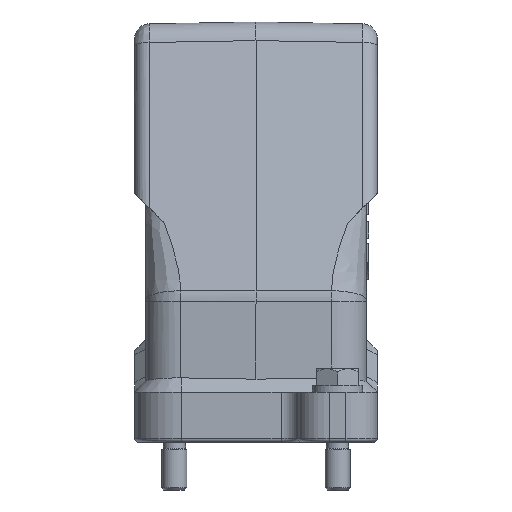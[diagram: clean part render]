
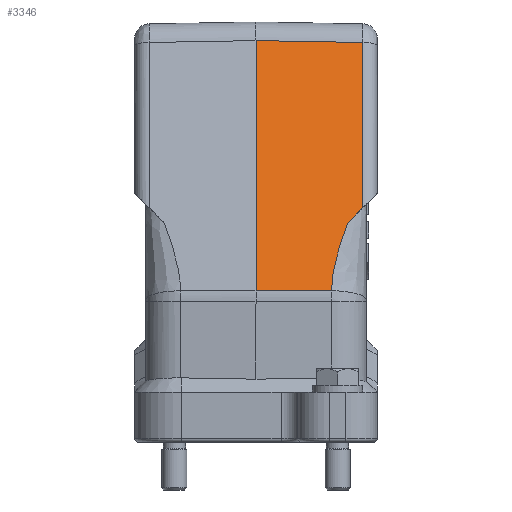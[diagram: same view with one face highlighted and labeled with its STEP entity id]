
A CAD part, left-side view. The second image highlights one B-rep face of the part: STEP entity #3346.
In plain terms, the highlighted planar face has unit normal (-0.966, -0.018, 0.259).
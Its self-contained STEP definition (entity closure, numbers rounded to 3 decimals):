
#2661=(
BOUNDED_CURVE()
B_SPLINE_CURVE(3,(#15488,#15489,#15490,#15491,#15492,#15493,#15494,#15495,
#15496,#15497),.UNSPECIFIED.,.F.,.F.)
B_SPLINE_CURVE_WITH_KNOTS((4,3,3,4),(0.,0.192,0.32,
1.),.UNSPECIFIED.)
CURVE()
GEOMETRIC_REPRESENTATION_ITEM()
RATIONAL_B_SPLINE_CURVE((1.,1.,1.,1.,1.,1.,1.,1.,1.,1.))
REPRESENTATION_ITEM('')
);
#2829=FACE_OUTER_BOUND('',#4097,.T.);
#3346=ADVANCED_FACE('',(#2829),#3716,.T.);
#3716=PLANE('',#10314);
#4097=EDGE_LOOP('',(#5170,#5171,#5172,#5173,#5174,#5175));
#5170=ORIENTED_EDGE('',*,*,#7765,.T.);
#5171=ORIENTED_EDGE('',*,*,#7766,.T.);
#5172=ORIENTED_EDGE('',*,*,#7757,.T.);
#5173=ORIENTED_EDGE('',*,*,#7767,.T.);
#5174=ORIENTED_EDGE('',*,*,#7768,.T.);
#5175=ORIENTED_EDGE('',*,*,#7769,.T.);
#6983=VERTEX_POINT('',#15457);
#6984=VERTEX_POINT('',#15458);
#6990=VERTEX_POINT('',#15483);
#6991=VERTEX_POINT('',#15484);
#6992=VERTEX_POINT('',#15487);
#6993=VERTEX_POINT('',#15498);
#7757=EDGE_CURVE('',#6983,#6984,#8555,.T.);
#7765=EDGE_CURVE('',#6990,#6991,#8562,.T.);
#7766=EDGE_CURVE('',#6991,#6983,#8563,.T.);
#7767=EDGE_CURVE('',#6984,#6992,#8564,.T.);
#7768=EDGE_CURVE('',#6992,#6993,#2661,.T.);
#7769=EDGE_CURVE('',#6993,#6990,#8565,.T.);
#8555=LINE('',#15456,#9126);
#8562=LINE('',#15482,#9133);
#8563=LINE('',#15485,#9134);
#8564=LINE('',#15486,#9135);
#8565=LINE('',#15499,#9136);
#9126=VECTOR('',#11505,1.);
#9133=VECTOR('',#11516,1.);
#9134=VECTOR('',#11517,1.);
#9135=VECTOR('',#11518,1.);
#9136=VECTOR('',#11519,1.);
#10314=AXIS2_PLACEMENT_3D('',#15500,#11520,#11521);
#11505=DIRECTION('',(-0.259,0.,-0.966));
#11516=DIRECTION('',(0.259,0.,0.966));
#11517=DIRECTION('',(-0.013,1.,0.017));
#11518=DIRECTION('',(0.017,-1.,-0.002));
#11519=DIRECTION('',(0.198,-0.693,0.693));
#11520=DIRECTION('',(-0.966,-0.017,0.259));
#11521=DIRECTION('',(0.259,0.,0.966));
#15456=CARTESIAN_POINT('',(-27.449,0.,82.45));
#15457=CARTESIAN_POINT('',(-28.641,0.,78.004));
#15458=CARTESIAN_POINT('',(-44.659,0.,18.221));
#15482=CARTESIAN_POINT('',(-27.119,-25.561,81.959));
#15483=CARTESIAN_POINT('',(-38.895,-25.561,38.011));
#15484=CARTESIAN_POINT('',(-28.298,-25.561,77.557));
#15485=CARTESIAN_POINT('',(-28.642,0.062,78.005));
#15486=CARTESIAN_POINT('',(-44.657,-0.153,18.221));
#15487=CARTESIAN_POINT('',(-44.344,-18.048,18.18));
#15488=CARTESIAN_POINT('',(-44.344,-18.048,18.18));
#15489=CARTESIAN_POINT('',(-43.235,-18.048,22.322));
#15490=CARTESIAN_POINT('',(-42.104,-19.277,26.458));
#15491=CARTESIAN_POINT('',(-40.974,-20.505,30.594));
#15492=CARTESIAN_POINT('',(-40.22,-21.324,33.351));
#15493=CARTESIAN_POINT('',(-39.453,-22.961,36.105));
#15494=CARTESIAN_POINT('',(-38.713,-22.961,38.866));
#15495=CARTESIAN_POINT('',(-34.775,-22.961,53.561));
#15496=CARTESIAN_POINT('',(-30.838,-22.961,68.256));
#15497=CARTESIAN_POINT('',(-26.9,-22.961,82.952));
#15498=CARTESIAN_POINT('',(-39.943,-21.895,34.345));
#15499=CARTESIAN_POINT('',(-35.851,-36.202,48.652));
#15500=CARTESIAN_POINT('',(-27.449,0.,82.45));
